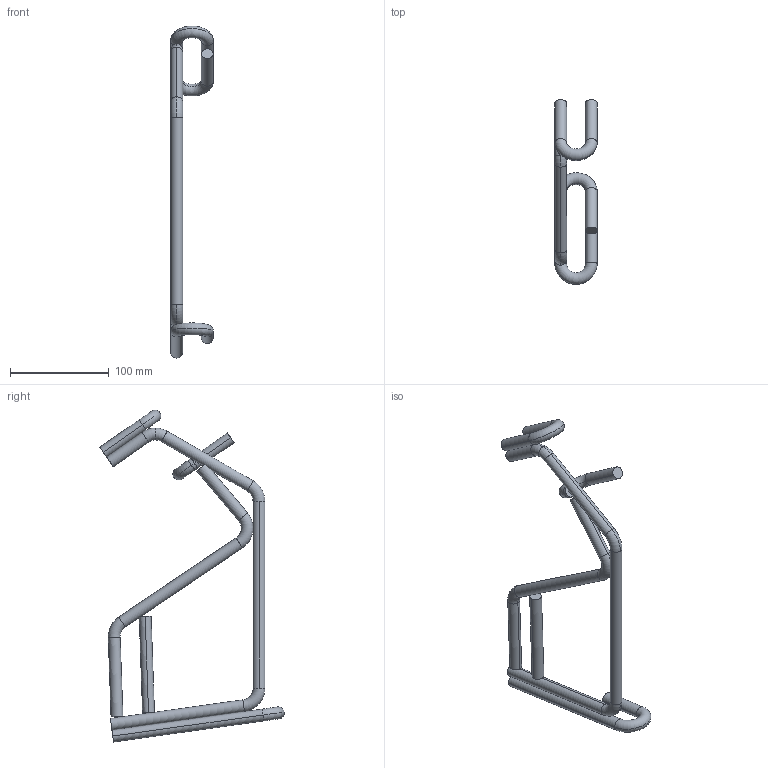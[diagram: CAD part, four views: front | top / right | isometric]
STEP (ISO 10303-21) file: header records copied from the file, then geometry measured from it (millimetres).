
FILE_DESCRIPTION (( 'STEP AP203' ), '1' );
FILE_NAME ('T67200.STEP', '2018-08-22T08:58:27', ( '' ), ( '' ), 'SwSTEP 2.0', 'SolidWorks 2016', '' );
FILE_SCHEMA (( 'CONFIG_CONTROL_DESIGN' ));
Length unit declared in the file: millimetre
Products named in the file (7): TH029-5; TH029-7; TH029-2; TH029-3; TH029-1; TH029-4; T67200
Assembly tree (6 placements, depth 2):
  T67200
    TH029-1
    TH029-2
    TH029-3
    TH029-4
    TH029-5
    TH029-7
Bounding box: 43 x 186.52 x 335.81 mm (x, y, z)
Volume: 165557 mm3; surface area: 56542.8 mm2
Topology: 6 solids, 6 shells, 58 faces, 108 edges, 62 vertices
Faces by surface type: cylinder 28, torus 18, plane 12
Entity records: 2193 total; most frequent: DIRECTION 322, CARTESIAN_POINT 237, ORIENTED_EDGE 216, AXIS2_PLACEMENT_3D 147, EDGE_CURVE 108, CIRCLE 80, VERTEX_POINT 62, PERSON_AND_ORGANIZATION 62
